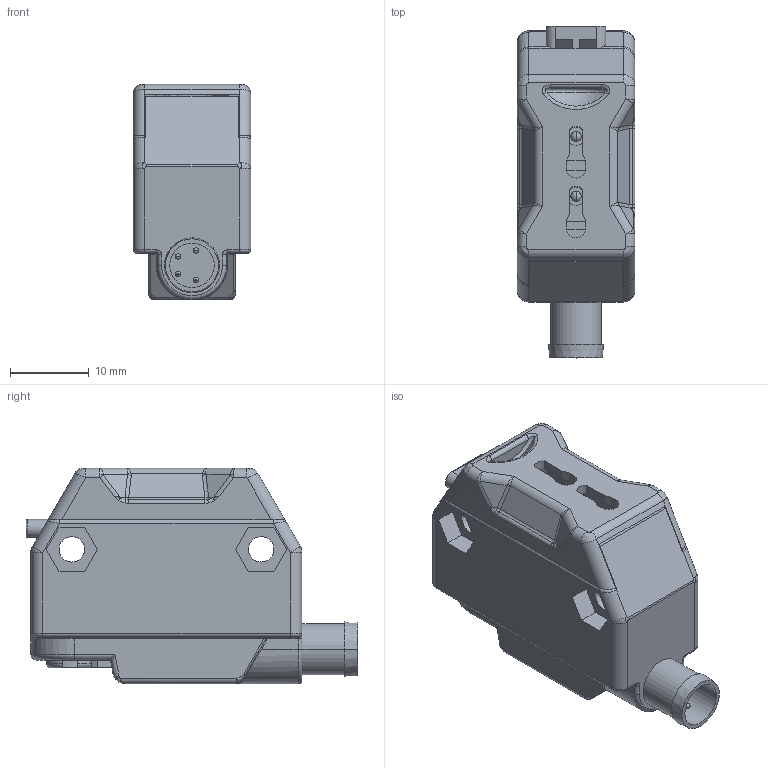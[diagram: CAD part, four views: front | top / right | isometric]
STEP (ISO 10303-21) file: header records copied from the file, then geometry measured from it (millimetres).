
FILE_DESCRIPTION((''),'2;1');
FILE_NAME('139725_SW','2008-05-07T',('banengservice'),('BANNER ENGINEERING'),'PRO/ENGINEER BY PARAMETRIC TECHNOLOGY CORPORATION, 2006170','PRO/ENGINEER BY PARAMETRIC TECHNOLOGY CORPORATION, 2006170','');
FILE_SCHEMA(('CONFIG_CONTROL_DESIGN'));
Length unit declared in the file: inch
Products named in the file (1): 139725_SW
Bounding box: 15 x 42.22 x 27.4 mm (x, y, z)
Volume: 10431 mm3; surface area: 5505.1 mm2
Topology: 1 solids, 1 shells, 468 faces, 1146 edges, 696 vertices
Faces by surface type: plane 224, cylinder 128, bspline 77, torus 18, sphere 15, cone 6
Entity records: 17081 total; most frequent: CARTESIAN_POINT 6464, ORIENTED_EDGE 2280, DIRECTION 2063, EDGE_CURVE 1140, VECTOR 711, LINE 711, VERTEX_POINT 696, AXIS2_PLACEMENT_3D 676
